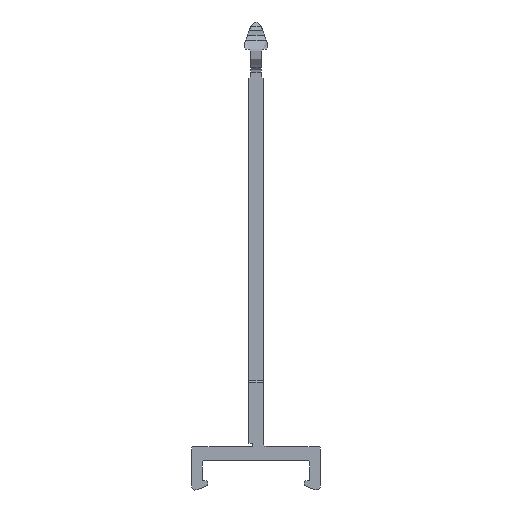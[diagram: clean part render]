
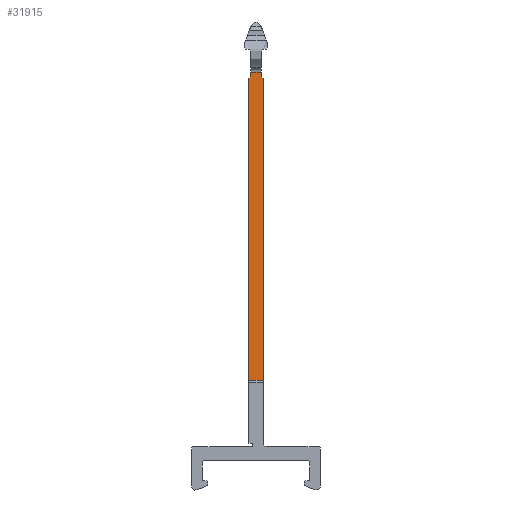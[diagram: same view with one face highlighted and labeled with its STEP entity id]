
A CAD part, left-side view. The second image highlights one B-rep face of the part: STEP entity #31915.
In plain terms, the highlighted planar face has unit normal (-1, 0, 0).
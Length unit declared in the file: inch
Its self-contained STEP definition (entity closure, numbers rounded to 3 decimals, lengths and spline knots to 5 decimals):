
#26 = VERTEX_POINT ( 'NONE', #90032 ) ;
#1335 = LINE ( 'NONE', #60621, #26086 ) ;
#2544 = EDGE_CURVE ( 'NONE', #64643, #26, #8562, .T. ) ;
#3436 = LINE ( 'NONE', #48841, #95247 ) ;
#4234 = EDGE_CURVE ( 'NONE', #11357, #26, #6343, .T. ) ;
#4606 = ORIENTED_EDGE ( 'NONE', *, *, #2544, .F. ) ;
#6343 = LINE ( 'NONE', #65631, #73974 ) ;
#7805 = DIRECTION ( 'NONE',  ( 0., -1., 0. ) ) ;
#8100 = DIRECTION ( 'NONE',  ( 0., -0.755, -0.656 ) ) ;
#8562 = LINE ( 'NONE', #29854, #93436 ) ;
#11357 = VERTEX_POINT ( 'NONE', #34402 ) ;
#12620 = DIRECTION ( 'NONE',  ( 1., 0., 0. ) ) ;
#13791 = DIRECTION ( 'NONE',  ( 0., 0., 1. ) ) ;
#14796 = CARTESIAN_POINT ( 'NONE',  ( 0.156, 0.03, 2.245 ) ) ;
#15447 = VECTOR ( 'NONE', #52621, 39.37008 ) ;
#16094 = LINE ( 'NONE', #22529, #15447 ) ;
#16158 = DIRECTION ( 'NONE',  ( 0., -1., 0. ) ) ;
#16371 = EDGE_CURVE ( 'NONE', #92882, #11357, #1335, .T. ) ;
#16498 = VERTEX_POINT ( 'NONE', #49156 ) ;
#17582 = VECTOR ( 'NONE', #96898, 39.37008 ) ;
#21351 = EDGE_LOOP ( 'NONE', ( #93898, #4606, #45227, #66398, #66859, #39674, #78078, #71092 ) ) ;
#21665 = VECTOR ( 'NONE', #72852, 39.37008 ) ;
#22529 = CARTESIAN_POINT ( 'NONE',  ( 0.156, -0.03, 2.245 ) ) ;
#25952 = VECTOR ( 'NONE', #7805, 39.37008 ) ;
#26086 = VECTOR ( 'NONE', #16158, 39.37008 ) ;
#28842 = LINE ( 'NONE', #66879, #17582 ) ;
#29854 = CARTESIAN_POINT ( 'NONE',  ( 0.156, -0.03, 2.245 ) ) ;
#30126 = VERTEX_POINT ( 'NONE', #94722 ) ;
#31915 = ADVANCED_FACE ( 'NONE', ( #41734 ), #65958, .F. ) ;
#34402 = CARTESIAN_POINT ( 'NONE',  ( 0.156, -0.0415, 0.467 ) ) ;
#39674 = ORIENTED_EDGE ( 'NONE', *, *, #78788, .T. ) ;
#41734 = FACE_OUTER_BOUND ( 'NONE', #21351, .T. ) ;
#42598 = CARTESIAN_POINT ( 'NONE',  ( 0.156, 0.03, 2.271 ) ) ;
#43194 = CARTESIAN_POINT ( 'NONE',  ( 0.156, 0.6215, 0.467 ) ) ;
#44167 = CARTESIAN_POINT ( 'NONE',  ( 0.156, 0.03, 2.245 ) ) ;
#45227 = ORIENTED_EDGE ( 'NONE', *, *, #90743, .T. ) ;
#48841 = CARTESIAN_POINT ( 'NONE',  ( 0.156, 0.0415, 0.099 ) ) ;
#49156 = CARTESIAN_POINT ( 'NONE',  ( 0.156, 0.0415, 2.235 ) ) ;
#51083 = VERTEX_POINT ( 'NONE', #14796 ) ;
#51757 = DIRECTION ( 'NONE',  ( 0., 0., 1. ) ) ;
#52621 = DIRECTION ( 'NONE',  ( 0., 0., 1. ) ) ;
#57884 = EDGE_CURVE ( 'NONE', #65409, #30126, #61132, .T. ) ;
#60621 = CARTESIAN_POINT ( 'NONE',  ( 0.156, 0.6215, 0.467 ) ) ;
#61132 = LINE ( 'NONE', #68549, #25952 ) ;
#63040 = EDGE_CURVE ( 'NONE', #51083, #65409, #80751, .T. ) ;
#64643 = VERTEX_POINT ( 'NONE', #93325 ) ;
#65409 = VERTEX_POINT ( 'NONE', #42598 ) ;
#65631 = CARTESIAN_POINT ( 'NONE',  ( 0.156, -0.0415, 0.1 ) ) ;
#65958 = PLANE ( 'NONE',  #67184 ) ;
#66398 = ORIENTED_EDGE ( 'NONE', *, *, #57884, .F. ) ;
#66676 = CARTESIAN_POINT ( 'NONE',  ( 0.156, 0.0415, 0.467 ) ) ;
#66859 = ORIENTED_EDGE ( 'NONE', *, *, #63040, .F. ) ;
#66879 = CARTESIAN_POINT ( 'NONE',  ( 0.156, 0.03, 2.245 ) ) ;
#67184 = AXIS2_PLACEMENT_3D ( 'NONE', #43194, #12620, #73349 ) ;
#68549 = CARTESIAN_POINT ( 'NONE',  ( 0.156, 0.6215, 2.271 ) ) ;
#71092 = ORIENTED_EDGE ( 'NONE', *, *, #16371, .T. ) ;
#72852 = DIRECTION ( 'NONE',  ( 0., 0., 1. ) ) ;
#73349 = DIRECTION ( 'NONE',  ( 0., 1., 0. ) ) ;
#73974 = VECTOR ( 'NONE', #51757, 39.37008 ) ;
#78078 = ORIENTED_EDGE ( 'NONE', *, *, #84364, .F. ) ;
#78788 = EDGE_CURVE ( 'NONE', #51083, #16498, #28842, .T. ) ;
#80751 = LINE ( 'NONE', #44167, #21665 ) ;
#84364 = EDGE_CURVE ( 'NONE', #92882, #16498, #3436, .T. ) ;
#90032 = CARTESIAN_POINT ( 'NONE',  ( 0.156, -0.0415, 2.235 ) ) ;
#90743 = EDGE_CURVE ( 'NONE', #64643, #30126, #16094, .T. ) ;
#92882 = VERTEX_POINT ( 'NONE', #66676 ) ;
#93325 = CARTESIAN_POINT ( 'NONE',  ( 0.156, -0.03, 2.245 ) ) ;
#93436 = VECTOR ( 'NONE', #8100, 39.37008 ) ;
#93898 = ORIENTED_EDGE ( 'NONE', *, *, #4234, .T. ) ;
#94722 = CARTESIAN_POINT ( 'NONE',  ( 0.156, -0.03, 2.271 ) ) ;
#95247 = VECTOR ( 'NONE', #13791, 39.37008 ) ;
#96898 = DIRECTION ( 'NONE',  ( 0., 0.755, -0.656 ) ) ;
